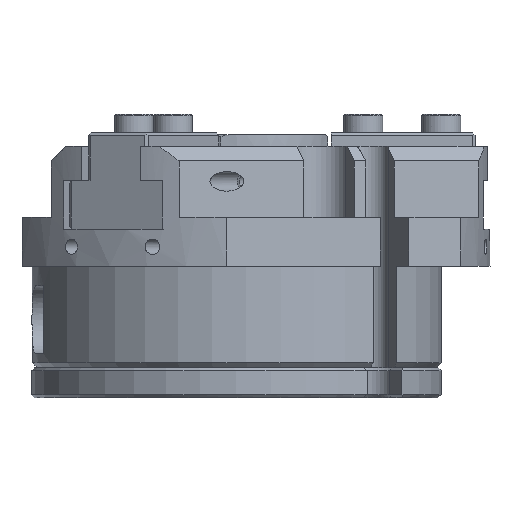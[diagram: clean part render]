
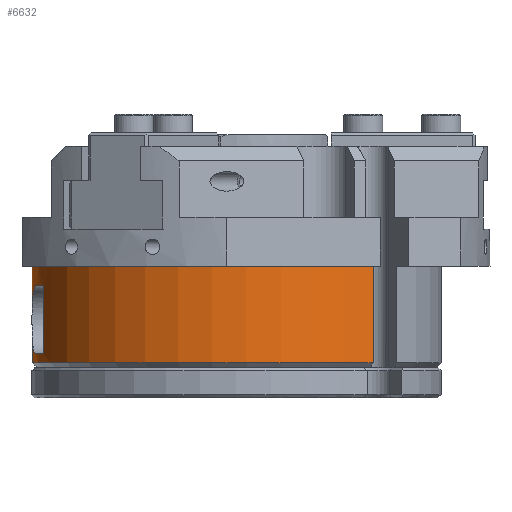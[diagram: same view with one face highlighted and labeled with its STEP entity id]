
A CAD part, front view. The second image highlights one B-rep face of the part: STEP entity #6632.
In plain terms, the highlighted cylindrical face has radius 21 mm (diameter 42 mm), a partial arc.
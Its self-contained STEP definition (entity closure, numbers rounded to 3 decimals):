
#180=CYLINDRICAL_SURFACE('',#7226,21.);
#331=B_SPLINE_CURVE_WITH_KNOTS('',3,(#10894,#10895,#10896,#10897,#10898,
#10899,#10900,#10901,#10902,#10903,#10904,#10905,#10906,#10907,#10908,#10909,
#10910,#10911,#10912),.UNSPECIFIED.,.F.,.F.,(4,2,2,2,3,2,2,2,4),(-0.531,
-0.397,-0.264,-0.132,0.,0.132,
0.264,0.397,0.531),.UNSPECIFIED.);
#332=B_SPLINE_CURVE_WITH_KNOTS('',3,(#10920,#10921,#10922,#10923,#10924,
#10925,#10926,#10927,#10928,#10929,#10930,#10931,#10932,#10933,#10934,#10935,
#10936,#10937),.UNSPECIFIED.,.F.,.F.,(4,2,2,2,2,2,2,2,4),(-1.6,
-1.467,-1.333,-1.202,-1.07,
-0.938,-0.806,-0.673,-0.539),
 .UNSPECIFIED.);
#429=FACE_BOUND('',#2117,.T.);
#430=FACE_BOUND('',#2118,.T.);
#514=LINE('',#9912,#1019);
#598=LINE('',#10868,#1103);
#604=LINE('',#10891,#1109);
#605=LINE('',#10917,#1110);
#1019=VECTOR('',#7945,10.);
#1103=VECTOR('',#8127,10.);
#1109=VECTOR('',#8149,10.);
#1110=VECTOR('',#8154,10.);
#1745=FACE_OUTER_BOUND('',#2116,.T.);
#2116=EDGE_LOOP('',(#4890,#4891,#4892,#4893));
#2117=EDGE_LOOP('',(#4894,#4895,#4896,#4897));
#2118=EDGE_LOOP('',(#4898,#4899,#4900,#4901));
#2508=CIRCLE('',#7170,21.);
#2528=CIRCLE('',#7227,21.);
#2529=CIRCLE('',#7228,21.);
#2530=CIRCLE('',#7229,21.);
#2531=CIRCLE('',#7230,21.);
#2532=CIRCLE('',#7231,21.);
#2859=VERTEX_POINT('',#9901);
#2860=VERTEX_POINT('',#9905);
#2861=VERTEX_POINT('',#9911);
#2988=VERTEX_POINT('',#10866);
#2995=VERTEX_POINT('',#10887);
#2996=VERTEX_POINT('',#10888);
#2997=VERTEX_POINT('',#10890);
#2998=VERTEX_POINT('',#10892);
#2999=VERTEX_POINT('',#10913);
#3000=VERTEX_POINT('',#10914);
#3001=VERTEX_POINT('',#10916);
#3002=VERTEX_POINT('',#10918);
#3553=EDGE_CURVE('',#2860,#2859,#2508,.T.);
#3554=EDGE_CURVE('',#2861,#2859,#514,.T.);
#3731=EDGE_CURVE('',#2860,#2988,#598,.T.);
#3740=EDGE_CURVE('',#2861,#2988,#2528,.T.);
#3741=EDGE_CURVE('',#2995,#2996,#2529,.T.);
#3742=EDGE_CURVE('',#2996,#2997,#604,.T.);
#3743=EDGE_CURVE('',#2997,#2998,#2530,.T.);
#3744=EDGE_CURVE('',#2998,#2995,#331,.T.);
#3745=EDGE_CURVE('',#2999,#3000,#2531,.T.);
#3746=EDGE_CURVE('',#3000,#3001,#605,.T.);
#3747=EDGE_CURVE('',#3001,#3002,#2532,.T.);
#3748=EDGE_CURVE('',#3002,#2999,#332,.T.);
#4890=ORIENTED_EDGE('',*,*,#3553,.F.);
#4891=ORIENTED_EDGE('',*,*,#3731,.T.);
#4892=ORIENTED_EDGE('',*,*,#3740,.F.);
#4893=ORIENTED_EDGE('',*,*,#3554,.T.);
#4894=ORIENTED_EDGE('',*,*,#3741,.T.);
#4895=ORIENTED_EDGE('',*,*,#3742,.T.);
#4896=ORIENTED_EDGE('',*,*,#3743,.T.);
#4897=ORIENTED_EDGE('',*,*,#3744,.T.);
#4898=ORIENTED_EDGE('',*,*,#3745,.T.);
#4899=ORIENTED_EDGE('',*,*,#3746,.T.);
#4900=ORIENTED_EDGE('',*,*,#3747,.T.);
#4901=ORIENTED_EDGE('',*,*,#3748,.T.);
#6632=ADVANCED_FACE('',(#1745,#429,#430),#180,.T.);
#7170=AXIS2_PLACEMENT_3D('',#9909,#7941,#7942);
#7226=AXIS2_PLACEMENT_3D('',#10885,#8143,#8144);
#7227=AXIS2_PLACEMENT_3D('',#10886,#8145,#8146);
#7228=AXIS2_PLACEMENT_3D('',#10889,#8147,#8148);
#7229=AXIS2_PLACEMENT_3D('',#10893,#8150,#8151);
#7230=AXIS2_PLACEMENT_3D('',#10915,#8152,#8153);
#7231=AXIS2_PLACEMENT_3D('',#10919,#8155,#8156);
#7941=DIRECTION('center_axis',(0.,0.,-1.));
#7942=DIRECTION('ref_axis',(-1.,0.,0.));
#7945=DIRECTION('',(0.,0.,-1.));
#8127=DIRECTION('',(0.,0.,1.));
#8143=DIRECTION('center_axis',(0.,0.,1.));
#8144=DIRECTION('ref_axis',(-1.,0.,0.));
#8145=DIRECTION('center_axis',(0.,0.,1.));
#8146=DIRECTION('ref_axis',(-1.,0.,0.));
#8147=DIRECTION('center_axis',(0.,0.,1.));
#8148=DIRECTION('ref_axis',(-1.,0.,0.));
#8149=DIRECTION('',(0.,0.,-1.));
#8150=DIRECTION('center_axis',(0.,0.,-1.));
#8151=DIRECTION('ref_axis',(-1.,0.,0.));
#8152=DIRECTION('center_axis',(0.,0.,-1.));
#8153=DIRECTION('ref_axis',(-1.,0.,0.));
#8154=DIRECTION('',(0.,0.,1.));
#8155=DIRECTION('center_axis',(0.,0.,1.));
#8156=DIRECTION('ref_axis',(-1.,0.,0.));
#9901=CARTESIAN_POINT('',(14.014,15.64,0.5));
#9905=CARTESIAN_POINT('',(14.014,-15.64,0.5));
#9909=CARTESIAN_POINT('Origin',(0.,0.,0.5));
#9911=CARTESIAN_POINT('',(14.014,15.64,10.4));
#9912=CARTESIAN_POINT('',(14.014,15.64,0.));
#10866=CARTESIAN_POINT('',(14.014,-15.64,10.4));
#10868=CARTESIAN_POINT('',(14.014,-15.64,0.));
#10885=CARTESIAN_POINT('Origin',(0.,0.,0.));
#10886=CARTESIAN_POINT('Origin',(0.,0.,10.4));
#10887=CARTESIAN_POINT('',(-20.512,-4.5,8.4));
#10888=CARTESIAN_POINT('',(-19.8,-6.997,8.4));
#10889=CARTESIAN_POINT('Origin',(0.,0.,8.4));
#10890=CARTESIAN_POINT('',(-19.8,-6.997,1.4));
#10891=CARTESIAN_POINT('',(-19.8,-6.997,0.));
#10892=CARTESIAN_POINT('',(-20.512,-4.5,1.4));
#10893=CARTESIAN_POINT('Origin',(0.,0.,1.4));
#10894=CARTESIAN_POINT('Ctrl Pts',(-20.512,-4.5,1.4));
#10895=CARTESIAN_POINT('Ctrl Pts',(-20.608,-4.065,
1.4));
#10896=CARTESIAN_POINT('Ctrl Pts',(-20.694,-3.598,
1.486));
#10897=CARTESIAN_POINT('Ctrl Pts',(-20.826,-2.733,
1.843));
#10898=CARTESIAN_POINT('Ctrl Pts',(-20.872,-2.336,
2.113));
#10899=CARTESIAN_POINT('Ctrl Pts',(-20.932,-1.713,
2.738));
#10900=CARTESIAN_POINT('Ctrl Pts',(-20.951,-1.444,
3.131));
#10901=CARTESIAN_POINT('Ctrl Pts',(-20.973,-1.088,
3.992));
#10902=CARTESIAN_POINT('Ctrl Pts',(-20.976,-1.,4.461));
#10903=CARTESIAN_POINT('Ctrl Pts',(-20.976,-1.,4.9));
#10904=CARTESIAN_POINT('Ctrl Pts',(-20.976,-1.,5.339));
#10905=CARTESIAN_POINT('Ctrl Pts',(-20.973,-1.088,
5.808));
#10906=CARTESIAN_POINT('Ctrl Pts',(-20.951,-1.444,
6.669));
#10907=CARTESIAN_POINT('Ctrl Pts',(-20.932,-1.713,
7.062));
#10908=CARTESIAN_POINT('Ctrl Pts',(-20.872,-2.336,
7.687));
#10909=CARTESIAN_POINT('Ctrl Pts',(-20.826,-2.733,
7.957));
#10910=CARTESIAN_POINT('Ctrl Pts',(-20.694,-3.598,
8.314));
#10911=CARTESIAN_POINT('Ctrl Pts',(-20.608,-4.065,
8.4));
#10912=CARTESIAN_POINT('Ctrl Pts',(-20.512,-4.5,8.4));
#10913=CARTESIAN_POINT('',(-20.512,4.5,1.4));
#10914=CARTESIAN_POINT('',(-19.8,6.997,1.4));
#10915=CARTESIAN_POINT('Origin',(0.,0.,1.4));
#10916=CARTESIAN_POINT('',(-19.8,6.997,8.4));
#10917=CARTESIAN_POINT('',(-19.8,6.997,0.));
#10918=CARTESIAN_POINT('',(-20.512,4.5,8.4));
#10919=CARTESIAN_POINT('Origin',(0.,0.,8.4));
#10920=CARTESIAN_POINT('Ctrl Pts',(-20.512,4.5,8.4));
#10921=CARTESIAN_POINT('Ctrl Pts',(-20.608,4.065,8.4));
#10922=CARTESIAN_POINT('Ctrl Pts',(-20.694,3.598,8.314));
#10923=CARTESIAN_POINT('Ctrl Pts',(-20.826,2.733,7.957));
#10924=CARTESIAN_POINT('Ctrl Pts',(-20.872,2.336,7.687));
#10925=CARTESIAN_POINT('Ctrl Pts',(-20.932,1.713,7.062));
#10926=CARTESIAN_POINT('Ctrl Pts',(-20.951,1.444,6.669));
#10927=CARTESIAN_POINT('Ctrl Pts',(-20.973,1.088,5.808));
#10928=CARTESIAN_POINT('Ctrl Pts',(-20.976,1.,5.339));
#10929=CARTESIAN_POINT('Ctrl Pts',(-20.976,1.,4.461));
#10930=CARTESIAN_POINT('Ctrl Pts',(-20.973,1.088,3.992));
#10931=CARTESIAN_POINT('Ctrl Pts',(-20.951,1.444,3.131));
#10932=CARTESIAN_POINT('Ctrl Pts',(-20.932,1.713,2.738));
#10933=CARTESIAN_POINT('Ctrl Pts',(-20.872,2.336,2.113));
#10934=CARTESIAN_POINT('Ctrl Pts',(-20.826,2.733,1.843));
#10935=CARTESIAN_POINT('Ctrl Pts',(-20.694,3.598,1.486));
#10936=CARTESIAN_POINT('Ctrl Pts',(-20.608,4.065,1.4));
#10937=CARTESIAN_POINT('Ctrl Pts',(-20.512,4.5,1.4));
